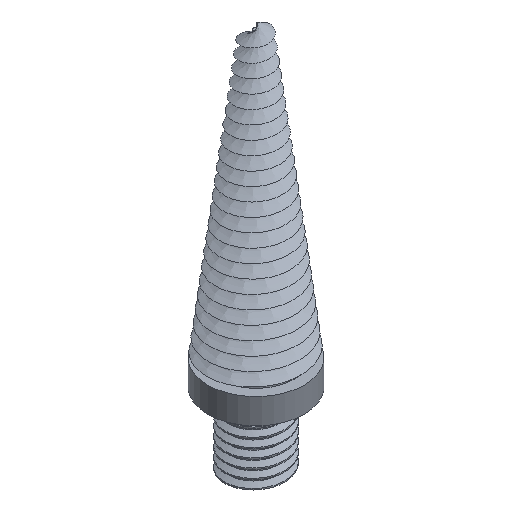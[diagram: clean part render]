
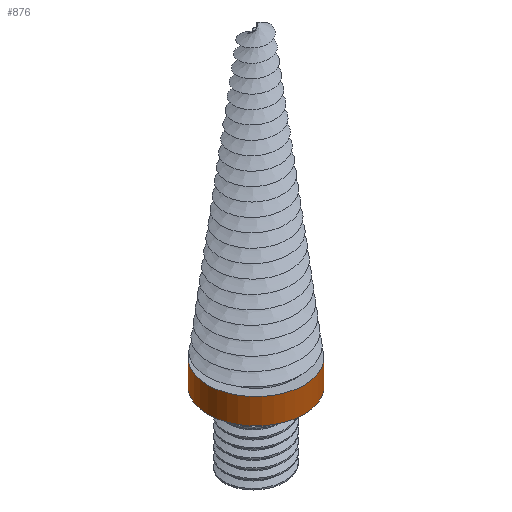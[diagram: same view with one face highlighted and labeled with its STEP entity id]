
A CAD part, isometric view. The second image highlights one B-rep face of the part: STEP entity #876.
In plain terms, the highlighted cylindrical face has radius 9.5 mm (diameter 19 mm), a full revolution.
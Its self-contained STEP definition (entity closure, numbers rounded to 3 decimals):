
#45=CYLINDRICAL_SURFACE('',#943,9.5);
#53=CIRCLE('',#941,9.5);
#54=CIRCLE('',#942,9.5);
#55=CIRCLE('',#944,9.5);
#96=LINE('',#16682,#137);
#137=VECTOR('',#1092,9.5);
#185=FACE_OUTER_BOUND('',#234,.T.);
#234=EDGE_LOOP('',(#800,#801,#802,#803,#804));
#397=VERTEX_POINT('',#14807);
#406=VERTEX_POINT('',#16677);
#407=VERTEX_POINT('',#16681);
#538=EDGE_CURVE('',#397,#406,#53,.T.);
#539=EDGE_CURVE('',#406,#397,#54,.T.);
#540=EDGE_CURVE('',#406,#407,#96,.T.);
#541=EDGE_CURVE('',#407,#407,#55,.T.);
#800=ORIENTED_EDGE('',*,*,#538,.F.);
#801=ORIENTED_EDGE('',*,*,#539,.F.);
#802=ORIENTED_EDGE('',*,*,#540,.T.);
#803=ORIENTED_EDGE('',*,*,#541,.F.);
#804=ORIENTED_EDGE('',*,*,#540,.F.);
#876=ADVANCED_FACE('',(#185),#45,.T.);
#941=AXIS2_PLACEMENT_3D('',#16678,#1086,#1087);
#942=AXIS2_PLACEMENT_3D('',#16679,#1088,#1089);
#943=AXIS2_PLACEMENT_3D('',#16680,#1090,#1091);
#944=AXIS2_PLACEMENT_3D('',#16683,#1093,#1094);
#1086=DIRECTION('center_axis',(0.,0.,1.));
#1087=DIRECTION('ref_axis',(1.,0.,0.));
#1088=DIRECTION('center_axis',(0.,0.,1.));
#1089=DIRECTION('ref_axis',(1.,0.,0.));
#1090=DIRECTION('center_axis',(0.,0.,1.));
#1091=DIRECTION('ref_axis',(1.,0.,0.));
#1092=DIRECTION('',(0.,0.,-1.));
#1093=DIRECTION('center_axis',(0.,0.,-1.));
#1094=DIRECTION('ref_axis',(1.,0.,0.));
#14807=CARTESIAN_POINT('',(9.5,0.,19.));
#16677=CARTESIAN_POINT('',(-9.5,0.,19.));
#16678=CARTESIAN_POINT('Origin',(0.,0.,19.));
#16679=CARTESIAN_POINT('Origin',(0.,0.,19.));
#16680=CARTESIAN_POINT('Origin',(0.,0.,16.5));
#16681=CARTESIAN_POINT('',(-9.5,0.,14.));
#16682=CARTESIAN_POINT('',(-9.5,0.,16.5));
#16683=CARTESIAN_POINT('Origin',(0.,0.,14.));
